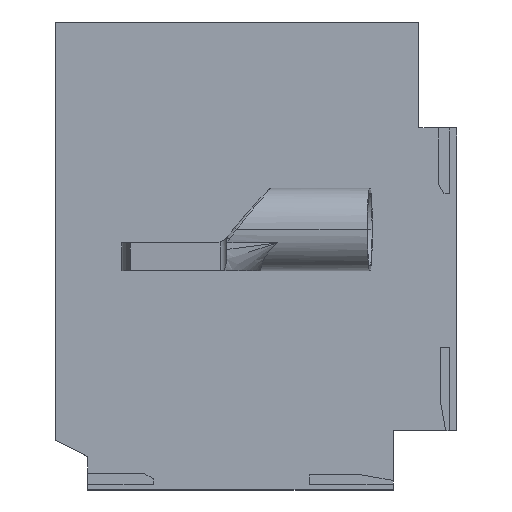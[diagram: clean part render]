
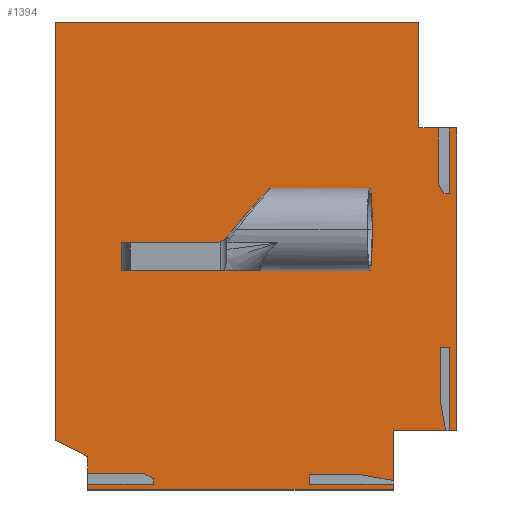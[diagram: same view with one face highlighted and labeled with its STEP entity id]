
A CAD part, top view. The second image highlights one B-rep face of the part: STEP entity #1394.
In plain terms, the highlighted planar face has unit normal (0, 0, 1).
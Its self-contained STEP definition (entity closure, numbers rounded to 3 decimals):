
#341=DIRECTION('',(0.,-1.,0.));
#342=VECTOR('',#341,10.068);
#343=CARTESIAN_POINT('',(35.5,27.15,0.9));
#344=LINE('',#343,#342);
#345=DIRECTION('',(1.,0.,0.));
#346=VECTOR('',#345,1.);
#347=CARTESIAN_POINT('',(36.5,15.35,0.9));
#348=LINE('',#347,#346);
#349=DIRECTION('',(0.,1.,0.));
#350=VECTOR('',#349,11.8);
#351=CARTESIAN_POINT('',(37.5,15.35,0.9));
#352=LINE('',#351,#350);
#353=DIRECTION('',(-1.,0.,0.));
#354=VECTOR('',#353,1.3);
#355=CARTESIAN_POINT('',(38.8,27.15,0.9));
#356=LINE('',#355,#354);
#357=DIRECTION('',(0.,1.,0.));
#358=VECTOR('',#357,54.3);
#359=CARTESIAN_POINT('',(38.8,-27.15,0.9));
#360=LINE('',#359,#358);
#361=DIRECTION('',(1.,0.,0.));
#362=VECTOR('',#361,1.3);
#363=CARTESIAN_POINT('',(37.5,-27.15,0.9));
#364=LINE('',#363,#362);
#365=DIRECTION('',(0.,1.,0.));
#366=VECTOR('',#365,15.);
#367=CARTESIAN_POINT('',(37.5,-27.15,0.9));
#368=LINE('',#367,#366);
#369=DIRECTION('',(-1.,0.,0.));
#370=VECTOR('',#369,1.7);
#371=CARTESIAN_POINT('',(37.5,-12.15,0.9));
#372=LINE('',#371,#370);
#373=DIRECTION('',(0.,-1.,0.));
#374=VECTOR('',#373,9.329);
#375=CARTESIAN_POINT('',(35.8,-12.15,0.9));
#376=LINE('',#375,#374);
#377=DIRECTION('',(-1.,0.,0.));
#378=VECTOR('',#377,9.4);
#379=CARTESIAN_POINT('',(36.8,-27.15,0.9));
#380=LINE('',#379,#378);
#381=DIRECTION('',(0.,-1.,0.));
#382=VECTOR('',#381,8.9);
#383=CARTESIAN_POINT('',(27.4,-27.15,0.9));
#384=LINE('',#383,#382);
#385=DIRECTION('',(-1.,0.,0.));
#386=VECTOR('',#385,9.329);
#387=CARTESIAN_POINT('',(21.729,-35.05,0.9));
#388=LINE('',#387,#386);
#389=DIRECTION('',(0.,-1.,0.));
#390=VECTOR('',#389,1.7);
#391=CARTESIAN_POINT('',(12.4,-35.05,0.9));
#392=LINE('',#391,#390);
#393=DIRECTION('',(1.,0.,0.));
#394=VECTOR('',#393,15.);
#395=CARTESIAN_POINT('',(12.4,-36.75,0.9));
#396=LINE('',#395,#394);
#397=DIRECTION('',(0.,1.,0.));
#398=VECTOR('',#397,1.);
#399=CARTESIAN_POINT('',(27.4,-37.75,0.9));
#400=LINE('',#399,#398);
#401=DIRECTION('',(1.,0.,0.));
#402=VECTOR('',#401,54.8);
#403=CARTESIAN_POINT('',(-27.4,-37.75,0.9));
#404=LINE('',#403,#402);
#405=DIRECTION('',(0.,-1.,0.));
#406=VECTOR('',#405,1.);
#407=CARTESIAN_POINT('',(-27.4,-36.75,0.9));
#408=LINE('',#407,#406);
#409=DIRECTION('',(1.,0.,0.));
#410=VECTOR('',#409,11.8);
#411=CARTESIAN_POINT('',(-27.4,-36.75,0.9));
#412=LINE('',#411,#410);
#413=DIRECTION('',(0.,1.,0.));
#414=VECTOR('',#413,1.);
#415=CARTESIAN_POINT('',(-15.6,-36.75,0.9));
#416=LINE('',#415,#414);
#417=DIRECTION('',(-1.,0.,0.));
#418=VECTOR('',#417,10.068);
#419=CARTESIAN_POINT('',(-17.332,-34.75,0.9));
#420=LINE('',#419,#418);
#421=DIRECTION('',(0.,-1.,0.));
#422=VECTOR('',#421,3.);
#423=CARTESIAN_POINT('',(-27.4,-31.75,0.9));
#424=LINE('',#423,#422);
#425=DIRECTION('',(0.893,-0.45,0.));
#426=VECTOR('',#425,6.494);
#427=CARTESIAN_POINT('',(-33.2,-28.83,0.9));
#428=LINE('',#427,#426);
#429=DIRECTION('',(0.,-1.,0.));
#430=VECTOR('',#429,74.98);
#431=CARTESIAN_POINT('',(-33.2,46.15,0.9));
#432=LINE('',#431,#430);
#433=DIRECTION('',(-1.,0.,0.));
#434=VECTOR('',#433,65.2);
#435=CARTESIAN_POINT('',(32.,46.15,0.9));
#436=LINE('',#435,#434);
#437=DIRECTION('',(0.,1.,0.));
#438=VECTOR('',#437,19.);
#439=CARTESIAN_POINT('',(32.,27.15,0.9));
#440=LINE('',#439,#438);
#441=DIRECTION('',(-1.,0.,0.));
#442=VECTOR('',#441,3.5);
#443=CARTESIAN_POINT('',(35.5,27.15,0.9));
#444=LINE('',#443,#442);
#453=DIRECTION('',(-0.5,0.866,0.));
#454=VECTOR('',#453,2.);
#455=CARTESIAN_POINT('',(36.5,15.35,0.9));
#456=LINE('',#455,#454);
#537=DIRECTION('',(0.866,-0.5,0.));
#538=VECTOR('',#537,2.);
#539=CARTESIAN_POINT('',(-17.332,-34.75,0.9));
#540=LINE('',#539,#538);
#565=DIRECTION('',(-0.174,0.985,0.));
#566=VECTOR('',#565,5.759);
#567=CARTESIAN_POINT('',(36.8,-27.15,0.9));
#568=LINE('',#567,#566);
#585=DIRECTION('',(0.985,-0.174,0.));
#586=VECTOR('',#585,5.759);
#587=CARTESIAN_POINT('',(21.729,-35.05,0.9));
#588=LINE('',#587,#586);
#619=CARTESIAN_POINT('',(-33.2,46.15,0.9));
#620=CARTESIAN_POINT('',(-33.2,-28.83,0.9));
#621=VERTEX_POINT('',#619);
#622=VERTEX_POINT('',#620);
#623=CARTESIAN_POINT('',(-27.4,-31.75,0.9));
#624=VERTEX_POINT('',#623);
#625=CARTESIAN_POINT('',(-27.4,-37.75,0.9));
#626=CARTESIAN_POINT('',(27.4,-37.75,0.9));
#627=VERTEX_POINT('',#625);
#628=VERTEX_POINT('',#626);
#629=CARTESIAN_POINT('',(38.8,-27.15,0.9));
#630=CARTESIAN_POINT('',(38.8,27.15,0.9));
#631=VERTEX_POINT('',#629);
#632=VERTEX_POINT('',#630);
#633=CARTESIAN_POINT('',(32.,27.15,0.9));
#634=CARTESIAN_POINT('',(32.,46.15,0.9));
#635=VERTEX_POINT('',#633);
#636=VERTEX_POINT('',#634);
#638=CARTESIAN_POINT('',(27.4,-27.15,0.9));
#640=VERTEX_POINT('',#638);
#665=CARTESIAN_POINT('',(37.5,15.35,0.9));
#666=CARTESIAN_POINT('',(37.5,27.15,0.9));
#667=VERTEX_POINT('',#665);
#668=VERTEX_POINT('',#666);
#669=CARTESIAN_POINT('',(37.5,-27.15,0.9));
#670=CARTESIAN_POINT('',(37.5,-12.15,0.9));
#671=VERTEX_POINT('',#669);
#672=VERTEX_POINT('',#670);
#673=CARTESIAN_POINT('',(35.8,-12.15,0.9));
#674=VERTEX_POINT('',#673);
#675=CARTESIAN_POINT('',(12.4,-35.05,0.9));
#676=CARTESIAN_POINT('',(12.4,-36.75,0.9));
#677=VERTEX_POINT('',#675);
#678=VERTEX_POINT('',#676);
#679=CARTESIAN_POINT('',(27.4,-36.75,0.9));
#680=VERTEX_POINT('',#679);
#681=CARTESIAN_POINT('',(-27.4,-36.75,0.9));
#682=CARTESIAN_POINT('',(-15.6,-36.75,0.9));
#683=VERTEX_POINT('',#681);
#684=VERTEX_POINT('',#682);
#685=CARTESIAN_POINT('',(-27.4,-34.75,0.9));
#686=VERTEX_POINT('',#685);
#687=CARTESIAN_POINT('',(35.5,27.15,0.9));
#688=VERTEX_POINT('',#687);
#690=CARTESIAN_POINT('',(-15.6,-35.75,0.9));
#692=VERTEX_POINT('',#690);
#695=CARTESIAN_POINT('',(-17.332,-34.75,0.9));
#696=VERTEX_POINT('',#695);
#698=CARTESIAN_POINT('',(35.5,17.082,0.9));
#700=VERTEX_POINT('',#698);
#703=CARTESIAN_POINT('',(36.5,15.35,0.9));
#704=VERTEX_POINT('',#703);
#706=CARTESIAN_POINT('',(35.8,-21.479,0.9));
#708=VERTEX_POINT('',#706);
#711=CARTESIAN_POINT('',(36.8,-27.15,0.9));
#712=VERTEX_POINT('',#711);
#714=CARTESIAN_POINT('',(27.4,-36.05,0.9));
#716=VERTEX_POINT('',#714);
#719=CARTESIAN_POINT('',(21.729,-35.05,0.9));
#720=VERTEX_POINT('',#719);
#1341=CARTESIAN_POINT('',(0.,0.,0.9));
#1342=DIRECTION('',(0.,0.,1.));
#1343=DIRECTION('',(1.,0.,0.));
#1344=AXIS2_PLACEMENT_3D('',#1341,#1342,#1343);
#1345=PLANE('',#1344);
#1347=ORIENTED_EDGE('',*,*,#1346,.T.);
#1349=ORIENTED_EDGE('',*,*,#1348,.F.);
#1351=ORIENTED_EDGE('',*,*,#1350,.T.);
#1353=ORIENTED_EDGE('',*,*,#1352,.T.);
#1354=ORIENTED_EDGE('',*,*,#1118,.F.);
#1355=ORIENTED_EDGE('',*,*,#1164,.F.);
#1356=ORIENTED_EDGE('',*,*,#1188,.F.);
#1358=ORIENTED_EDGE('',*,*,#1357,.T.);
#1360=ORIENTED_EDGE('',*,*,#1359,.T.);
#1362=ORIENTED_EDGE('',*,*,#1361,.T.);
#1364=ORIENTED_EDGE('',*,*,#1363,.F.);
#1365=ORIENTED_EDGE('',*,*,#1180,.T.);
#1366=ORIENTED_EDGE('',*,*,#1270,.T.);
#1368=ORIENTED_EDGE('',*,*,#1367,.F.);
#1370=ORIENTED_EDGE('',*,*,#1369,.T.);
#1372=ORIENTED_EDGE('',*,*,#1371,.T.);
#1374=ORIENTED_EDGE('',*,*,#1373,.T.);
#1375=ORIENTED_EDGE('',*,*,#1262,.F.);
#1376=ORIENTED_EDGE('',*,*,#1335,.F.);
#1377=ORIENTED_EDGE('',*,*,#1029,.F.);
#1379=ORIENTED_EDGE('',*,*,#1378,.T.);
#1381=ORIENTED_EDGE('',*,*,#1380,.T.);
#1383=ORIENTED_EDGE('',*,*,#1382,.F.);
#1385=ORIENTED_EDGE('',*,*,#1384,.T.);
#1386=ORIENTED_EDGE('',*,*,#1021,.F.);
#1387=ORIENTED_EDGE('',*,*,#1056,.F.);
#1388=ORIENTED_EDGE('',*,*,#1070,.F.);
#1389=ORIENTED_EDGE('',*,*,#1084,.F.);
#1390=ORIENTED_EDGE('',*,*,#1098,.F.);
#1391=ORIENTED_EDGE('',*,*,#1126,.F.);
#1392=EDGE_LOOP('',(#1347,#1349,#1351,#1353,#1354,#1355,#1356,#1358,#1360,#1362,
#1364,#1365,#1366,#1368,#1370,#1372,#1374,#1375,#1376,#1377,#1379,#1381,#1383,
#1385,#1386,#1387,#1388,#1389,#1390,#1391));
#1393=FACE_OUTER_BOUND('',#1392,.F.);
#1394=ADVANCED_FACE('',(#1393),#1345,.T.);
#1021=EDGE_CURVE('',#624,#686,#424,.T.);
#1029=EDGE_CURVE('',#683,#627,#408,.T.);
#1056=EDGE_CURVE('',#622,#624,#428,.T.);
#1070=EDGE_CURVE('',#621,#622,#432,.T.);
#1084=EDGE_CURVE('',#636,#621,#436,.T.);
#1098=EDGE_CURVE('',#635,#636,#440,.T.);
#1118=EDGE_CURVE('',#632,#668,#356,.T.);
#1126=EDGE_CURVE('',#688,#635,#444,.T.);
#1164=EDGE_CURVE('',#631,#632,#360,.T.);
#1180=EDGE_CURVE('',#712,#640,#380,.T.);
#1188=EDGE_CURVE('',#671,#631,#364,.T.);
#1262=EDGE_CURVE('',#628,#680,#400,.T.);
#1270=EDGE_CURVE('',#640,#716,#384,.T.);
#1335=EDGE_CURVE('',#627,#628,#404,.T.);
#1346=EDGE_CURVE('',#688,#700,#344,.T.);
#1348=EDGE_CURVE('',#704,#700,#456,.T.);
#1350=EDGE_CURVE('',#704,#667,#348,.T.);
#1352=EDGE_CURVE('',#667,#668,#352,.T.);
#1357=EDGE_CURVE('',#671,#672,#368,.T.);
#1359=EDGE_CURVE('',#672,#674,#372,.T.);
#1361=EDGE_CURVE('',#674,#708,#376,.T.);
#1363=EDGE_CURVE('',#712,#708,#568,.T.);
#1367=EDGE_CURVE('',#720,#716,#588,.T.);
#1369=EDGE_CURVE('',#720,#677,#388,.T.);
#1371=EDGE_CURVE('',#677,#678,#392,.T.);
#1373=EDGE_CURVE('',#678,#680,#396,.T.);
#1378=EDGE_CURVE('',#683,#684,#412,.T.);
#1380=EDGE_CURVE('',#684,#692,#416,.T.);
#1382=EDGE_CURVE('',#696,#692,#540,.T.);
#1384=EDGE_CURVE('',#696,#686,#420,.T.);
